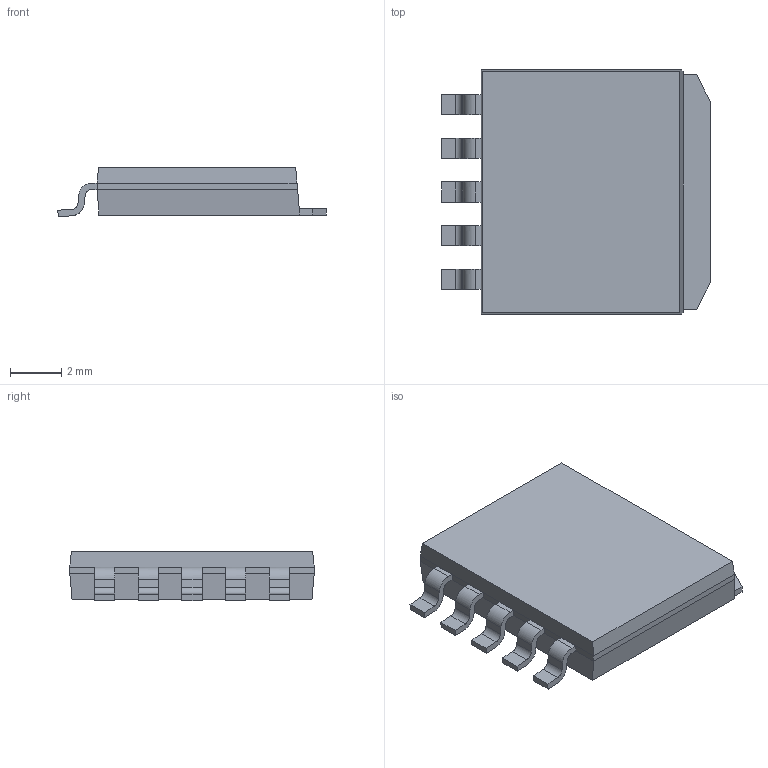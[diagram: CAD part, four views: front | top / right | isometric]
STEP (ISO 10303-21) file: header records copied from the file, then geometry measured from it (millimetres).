
FILE_DESCRIPTION((''),'2;1');
FILE_NAME('TO170P1054X203-6N-R803X914.stp','2012-11-21T13:14:55',(''),(''),'Mechanical Desktop 2011','Mechanical Desktop 2011',', , ');
FILE_SCHEMA(('AUTOMOTIVE_DESIGN { 1 2 10303 214 1 1 1 1 }'));
Length unit declared in the file: millimetre
Products named in the file (1): Product
Bounding box: 10.45 x 9.52 x 1.92 mm (x, y, z)
Volume: 141.3 mm3; surface area: 354.7 mm2
Topology: 7 solids, 7 shells, 100 faces, 252 edges, 166 vertices
Faces by surface type: plane 80, bspline 20
Entity records: 3681 total; most frequent: CARTESIAN_POINT 1359, ORIENTED_EDGE 504, DIRECTION 374, EDGE_CURVE 252, VECTOR 212, LINE 212, VERTEX_POINT 166, EDGE_LOOP 100
